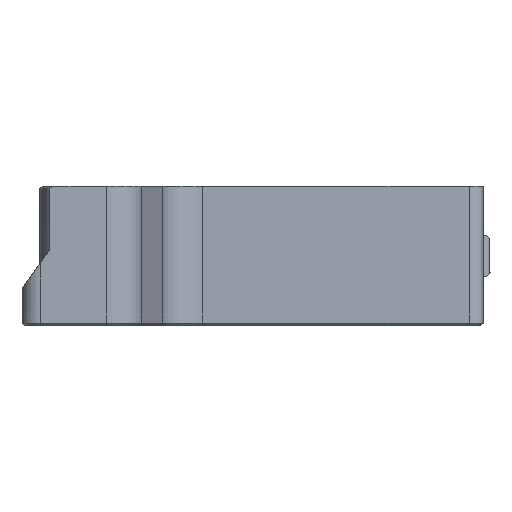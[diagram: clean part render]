
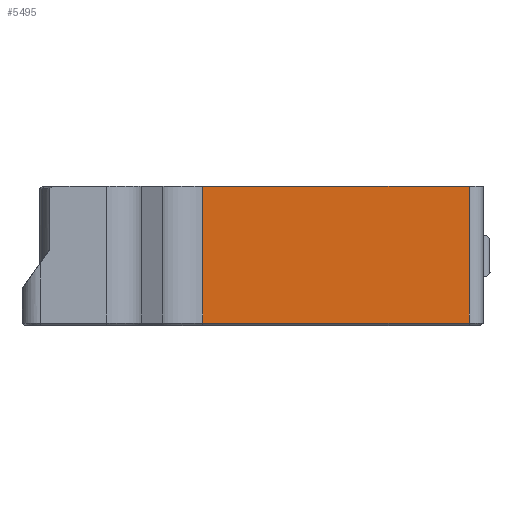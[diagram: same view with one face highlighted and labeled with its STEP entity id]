
A CAD part, left-side view. The second image highlights one B-rep face of the part: STEP entity #5495.
In plain terms, the highlighted planar face has unit normal (-1, 0, 0).
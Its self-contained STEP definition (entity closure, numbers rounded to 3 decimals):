
#246=PLANE('',#5887);
#462=FACE_OUTER_BOUND('',#789,.T.);
#789=EDGE_LOOP('',(#4097,#4098,#4099,#4100));
#1241=LINE('',#8478,#1755);
#1252=LINE('',#8508,#1766);
#1253=LINE('',#8512,#1767);
#1254=LINE('',#8513,#1768);
#1755=VECTOR('',#6757,10.);
#1766=VECTOR('',#6788,1.);
#1767=VECTOR('',#6793,1.);
#1768=VECTOR('',#6794,10.);
#2475=VERTEX_POINT('',#8469);
#2477=VERTEX_POINT('',#8476);
#2486=VERTEX_POINT('',#8507);
#2487=VERTEX_POINT('',#8511);
#3077=EDGE_CURVE('',#2477,#2475,#1241,.T.);
#3092=EDGE_CURVE('',#2475,#2486,#1252,.T.);
#3094=EDGE_CURVE('',#2477,#2487,#1253,.T.);
#3095=EDGE_CURVE('',#2487,#2486,#1254,.T.);
#4097=ORIENTED_EDGE('',*,*,#3077,.F.);
#4098=ORIENTED_EDGE('',*,*,#3094,.T.);
#4099=ORIENTED_EDGE('',*,*,#3095,.T.);
#4100=ORIENTED_EDGE('',*,*,#3092,.F.);
#5495=ADVANCED_FACE('',(#462),#246,.T.);
#5887=AXIS2_PLACEMENT_3D('',#8510,#6791,#6792);
#6757=DIRECTION('',(0.,1.,0.));
#6788=DIRECTION('',(0.,0.,1.));
#6791=DIRECTION('center_axis',(-1.,0.,0.));
#6792=DIRECTION('ref_axis',(0.,1.,0.));
#6793=DIRECTION('',(0.,0.,1.));
#6794=DIRECTION('',(0.,1.,0.));
#8469=CARTESIAN_POINT('',(-151.473,-215.87,-239.914));
#8476=CARTESIAN_POINT('',(-151.473,-253.972,-239.914));
#8478=CARTESIAN_POINT('',(-151.473,-237.579,-239.914));
#8507=CARTESIAN_POINT('',(-151.473,-215.87,-220.314));
#8508=CARTESIAN_POINT('',(-151.473,-215.87,-241.314));
#8510=CARTESIAN_POINT('Origin',(-151.473,-253.972,-261.314));
#8511=CARTESIAN_POINT('',(-151.473,-253.972,-220.314));
#8512=CARTESIAN_POINT('',(-151.473,-253.972,-241.314));
#8513=CARTESIAN_POINT('',(-151.473,-224.472,-220.314));
